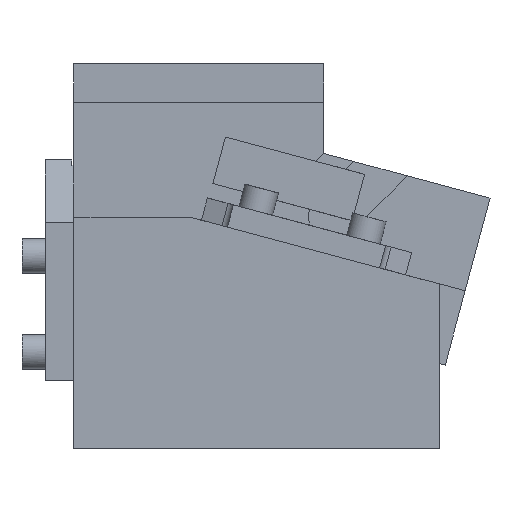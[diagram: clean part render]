
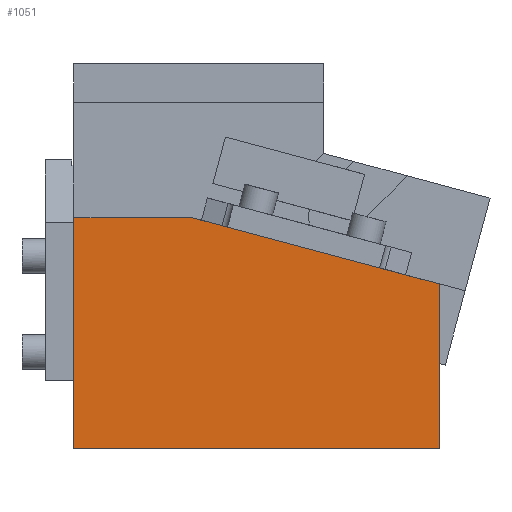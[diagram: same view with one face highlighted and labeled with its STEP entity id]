
A CAD part, front view. The second image highlights one B-rep face of the part: STEP entity #1051.
In plain terms, the highlighted planar face has unit normal (0, -1, 0).
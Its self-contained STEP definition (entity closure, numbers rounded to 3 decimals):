
#350=CARTESIAN_POINT('Vertex',(0.,0.,0.)) ;
#354=CARTESIAN_POINT('Control Point',(0.,0.,0.)) ;
#355=CARTESIAN_POINT('Control Point',(0.,0.,24.)) ;
#356=CARTESIAN_POINT('Control Point',(0.,0.,48.)) ;
#357=CARTESIAN_POINT('Control Point',(0.,0.,72.)) ;
#358=CARTESIAN_POINT('Control Point',(0.,0.,96.)) ;
#359=CARTESIAN_POINT('Control Point',(0.,0.,120.)) ;
#360=CARTESIAN_POINT('Vertex',(0.,0.,120.)) ;
#549=CARTESIAN_POINT('Line Origine',(190.,0.,42.75)) ;
#553=CARTESIAN_POINT('Vertex',(190.,0.,0.)) ;
#555=CARTESIAN_POINT('Vertex',(190.,0.,85.501)) ;
#997=CARTESIAN_POINT('Axis2P3D Location',(0.,0.,10.)) ;
#1002=CARTESIAN_POINT('Line Origine',(174.545,0.,89.642)) ;
#1006=CARTESIAN_POINT('Vertex',(159.09,0.,93.783)) ;
#1010=CARTESIAN_POINT('Control Point',(159.09,0.,93.783)) ;
#1011=CARTESIAN_POINT('Control Point',(143.249,0.,98.028)) ;
#1012=CARTESIAN_POINT('Control Point',(127.408,0.,102.272)) ;
#1013=CARTESIAN_POINT('Control Point',(111.567,0.,106.517)) ;
#1014=CARTESIAN_POINT('Control Point',(95.726,0.,110.761)) ;
#1015=CARTESIAN_POINT('Control Point',(79.884,0.,115.006)) ;
#1016=CARTESIAN_POINT('Vertex',(79.884,0.,115.006)) ;
#1020=CARTESIAN_POINT('Control Point',(61.247,0.,120.)) ;
#1021=CARTESIAN_POINT('Control Point',(64.974,0.,119.001)) ;
#1022=CARTESIAN_POINT('Control Point',(68.702,0.,118.002)) ;
#1023=CARTESIAN_POINT('Control Point',(72.429,0.,117.004)) ;
#1024=CARTESIAN_POINT('Control Point',(76.157,0.,116.005)) ;
#1025=CARTESIAN_POINT('Control Point',(79.884,0.,115.006)) ;
#1026=CARTESIAN_POINT('Vertex',(61.247,0.,120.)) ;
#1030=CARTESIAN_POINT('Control Point',(61.247,0.,120.)) ;
#1031=CARTESIAN_POINT('Control Point',(48.997,0.,120.)) ;
#1032=CARTESIAN_POINT('Control Point',(36.748,0.,120.)) ;
#1033=CARTESIAN_POINT('Control Point',(24.499,0.,120.)) ;
#1034=CARTESIAN_POINT('Control Point',(12.249,0.,120.)) ;
#1035=CARTESIAN_POINT('Control Point',(0.,0.,120.)) ;
#1037=CARTESIAN_POINT('Line Origine',(95.,0.,0.)) ;
#550=DIRECTION('Vector Direction',(0.,0.,1.)) ;
#998=DIRECTION('Axis2P3D Direction',(0.,-1.,0.)) ;
#999=DIRECTION('Axis2P3D XDirection',(1.,0.,0.)) ;
#1003=DIRECTION('Vector Direction',(-0.966,0.,0.259)) ;
#1038=DIRECTION('Vector Direction',(-1.,0.,0.)) ;
#1000=AXIS2_PLACEMENT_3D('Plane Axis2P3D',#997,#998,#999) ;
#1043=ORIENTED_EDGE('',*,*,#1008,.T.) ;
#1044=ORIENTED_EDGE('',*,*,#1018,.T.) ;
#1045=ORIENTED_EDGE('',*,*,#1028,.F.) ;
#1046=ORIENTED_EDGE('',*,*,#1036,.T.) ;
#1047=ORIENTED_EDGE('',*,*,#362,.F.) ;
#1048=ORIENTED_EDGE('',*,*,#1041,.F.) ;
#1049=ORIENTED_EDGE('',*,*,#557,.T.) ;
#551=VECTOR('Line Direction',#550,1.) ;
#1004=VECTOR('Line Direction',#1003,1.) ;
#1039=VECTOR('Line Direction',#1038,1.) ;
#1051=ADVANCED_FACE('CAM HOLDER',(#1050),#1001,.T.) ;
#353=B_SPLINE_CURVE_WITH_KNOTS('',5,(#354,#355,#356,#357,#358,#359),.UNSPECIFIED.,.F.,.U.,(6,6),(0.,120.),.UNSPECIFIED.) ;
#1009=B_SPLINE_CURVE_WITH_KNOTS('',5,(#1010,#1011,#1012,#1013,#1014,#1015),.UNSPECIFIED.,.F.,.U.,(6,6),(0.,82.),.UNSPECIFIED.) ;
#1019=B_SPLINE_CURVE_WITH_KNOTS('',5,(#1020,#1021,#1022,#1023,#1024,#1025),.UNSPECIFIED.,.F.,.U.,(6,6),(0.,19.295),.UNSPECIFIED.) ;
#1029=B_SPLINE_CURVE_WITH_KNOTS('',5,(#1030,#1031,#1032,#1033,#1034,#1035),.UNSPECIFIED.,.F.,.U.,(6,6),(0.,61.247),.UNSPECIFIED.) ;
#362=EDGE_CURVE('',#351,#361,#353,.T.) ;
#557=EDGE_CURVE('',#554,#556,#552,.T.) ;
#1008=EDGE_CURVE('',#556,#1007,#1005,.T.) ;
#1018=EDGE_CURVE('',#1007,#1017,#1009,.T.) ;
#1028=EDGE_CURVE('',#1027,#1017,#1019,.T.) ;
#1036=EDGE_CURVE('',#1027,#361,#1029,.T.) ;
#1041=EDGE_CURVE('',#554,#351,#1040,.T.) ;
#1042=EDGE_LOOP('',(#1043,#1044,#1045,#1046,#1047,#1048,#1049)) ;
#1050=FACE_OUTER_BOUND('',#1042,.T.) ;
#552=LINE('Line',#549,#551) ;
#1005=LINE('Line',#1002,#1004) ;
#1040=LINE('Line',#1037,#1039) ;
#1001=PLANE('Plane',#1000) ;
#351=VERTEX_POINT('',#350) ;
#361=VERTEX_POINT('',#360) ;
#554=VERTEX_POINT('',#553) ;
#556=VERTEX_POINT('',#555) ;
#1007=VERTEX_POINT('',#1006) ;
#1017=VERTEX_POINT('',#1016) ;
#1027=VERTEX_POINT('',#1026) ;
